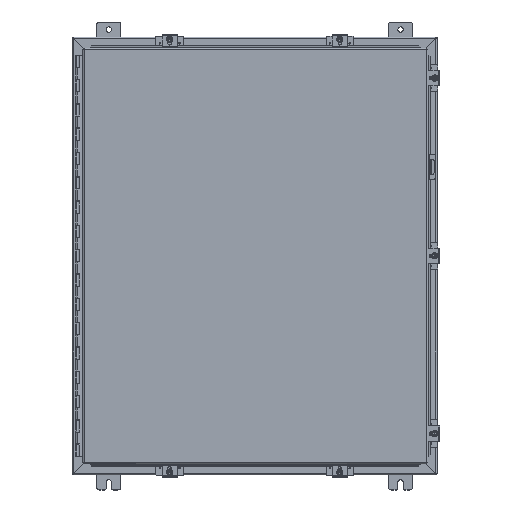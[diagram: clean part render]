
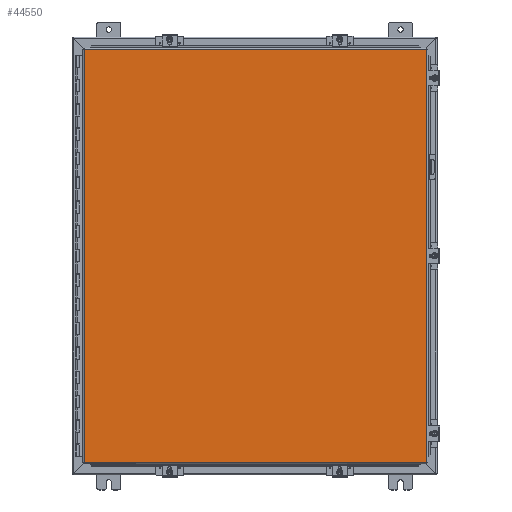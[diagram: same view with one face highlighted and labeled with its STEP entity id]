
A CAD part, top view. The second image highlights one B-rep face of the part: STEP entity #44550.
In plain terms, the highlighted face is planar.
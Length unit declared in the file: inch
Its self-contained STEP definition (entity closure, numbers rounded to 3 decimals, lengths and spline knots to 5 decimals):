
#540 = CARTESIAN_POINT ( 'NONE',  ( -14.08225, -16.9885, 0. ) ) ;
#3969 = DIRECTION ( 'NONE',  ( 0., -1., 0. ) ) ;
#4260 = CARTESIAN_POINT ( 'NONE',  ( 14.08225, 8.49425, 0. ) ) ;
#6977 = VECTOR ( 'NONE', #3969, 39.37008 ) ;
#7144 = LINE ( 'NONE', #4260, #6977 ) ;
#10887 = EDGE_CURVE ( 'NONE', #43836, #26678, #7144, .T. ) ;
#11151 = EDGE_CURVE ( 'NONE', #42040, #42627, #45927, .T. ) ;
#13441 = CARTESIAN_POINT ( 'NONE',  ( 14.08225, 16.9885, 0. ) ) ;
#13638 = LINE ( 'NONE', #47299, #33239 ) ;
#16389 = EDGE_CURVE ( 'NONE', #42627, #43836, #34127, .T. ) ;
#16695 = CARTESIAN_POINT ( 'NONE',  ( 14.08225, -16.9885, 0. ) ) ;
#18658 = DIRECTION ( 'NONE',  ( 1., 0., 0. ) ) ;
#18718 = CARTESIAN_POINT ( 'NONE',  ( -7.09375, 16.9885, 0. ) ) ;
#19834 = EDGE_CURVE ( 'NONE', #26678, #42040, #13638, .T. ) ;
#23876 = ORIENTED_EDGE ( 'NONE', *, *, #10887, .T. ) ;
#24289 = VECTOR ( 'NONE', #18658, 39.37008 ) ;
#25943 = ORIENTED_EDGE ( 'NONE', *, *, #16389, .T. ) ;
#26678 = VERTEX_POINT ( 'NONE', #16695 ) ;
#27653 = ORIENTED_EDGE ( 'NONE', *, *, #11151, .T. ) ;
#28558 = DIRECTION ( 'NONE',  ( 1., 0., 0. ) ) ;
#28657 = DIRECTION ( 'NONE',  ( 0., 0., 1. ) ) ;
#31999 = AXIS2_PLACEMENT_3D ( 'NONE', #44679, #28657, #28558 ) ;
#33094 = DIRECTION ( 'NONE',  ( 0., 1., 0. ) ) ;
#33239 = VECTOR ( 'NONE', #47352, 39.37008 ) ;
#33437 = PLANE ( 'NONE',  #31999 ) ;
#34127 = LINE ( 'NONE', #18718, #24289 ) ;
#37415 = EDGE_LOOP ( 'NONE', ( #27653, #25943, #23876, #39235 ) ) ;
#39235 = ORIENTED_EDGE ( 'NONE', *, *, #19834, .T. ) ;
#40640 = FACE_OUTER_BOUND ( 'NONE', #37415, .T. ) ;
#42040 = VERTEX_POINT ( 'NONE', #540 ) ;
#42627 = VERTEX_POINT ( 'NONE', #44718 ) ;
#43836 = VERTEX_POINT ( 'NONE', #13441 ) ;
#44125 = CARTESIAN_POINT ( 'NONE',  ( -14.08225, -8.49425, 0. ) ) ;
#44550 = ADVANCED_FACE ( 'NONE', ( #40640 ), #33437, .F. ) ;
#44679 = CARTESIAN_POINT ( 'NONE',  ( 0., 0., 0. ) ) ;
#44718 = CARTESIAN_POINT ( 'NONE',  ( -14.08225, 16.9885, 0. ) ) ;
#45879 = VECTOR ( 'NONE', #33094, 39.37008 ) ;
#45927 = LINE ( 'NONE', #44125, #45879 ) ;
#47299 = CARTESIAN_POINT ( 'NONE',  ( 7.04113, -16.9885, 0. ) ) ;
#47352 = DIRECTION ( 'NONE',  ( -1., 0., 0. ) ) ;
